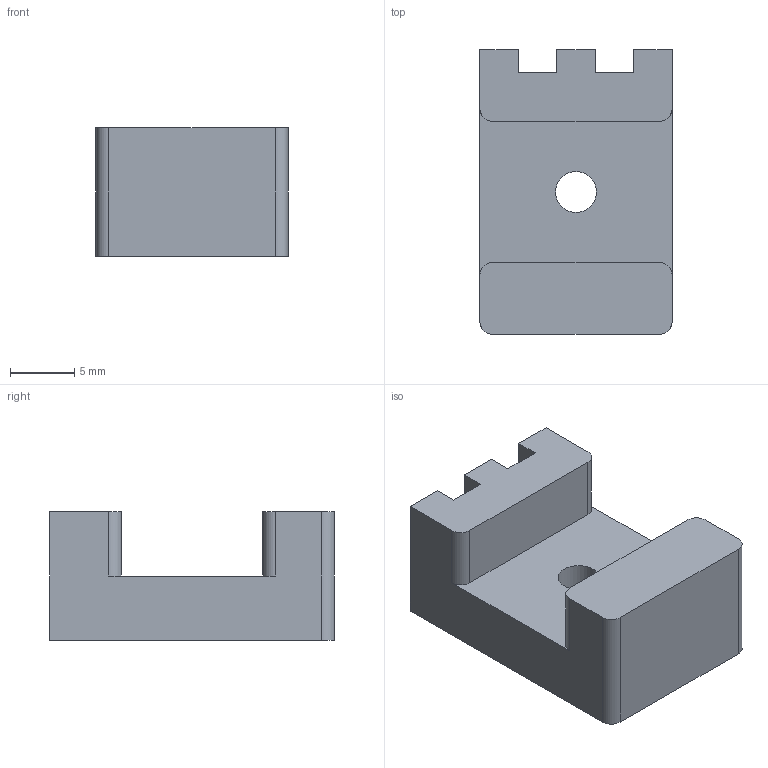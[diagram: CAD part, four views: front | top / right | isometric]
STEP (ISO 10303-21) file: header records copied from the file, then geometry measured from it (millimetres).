
FILE_DESCRIPTION(('FreeCAD Model'),'2;1');
FILE_NAME('Open CASCADE Shape Model','2024-06-23T09:44:02',(''),(''), 'Open CASCADE STEP processor 7.6','FreeCAD','Unknown');
FILE_SCHEMA(('AUTOMOTIVE_DESIGN { 1 0 10303 214 1 1 1 1 }'));
Length unit declared in the file: millimetre
Products named in the file (1): Body
Bounding box: 15 x 22.2 x 10 mm (x, y, z)
Volume: 2299.9 mm3; surface area: 1541 mm2
Topology: 1 solids, 1 shells, 53 faces, 138 edges, 87 vertices
Faces by surface type: plane 46, cylinder 7
Full cylindrical faces by diameter (mm): 3.2 x1
Entity records: 1615 total; most frequent: CARTESIAN_POINT 279, ORIENTED_EDGE 276, DIRECTION 263, EDGE_CURVE 138, LINE 121, VECTOR 121, VERTEX_POINT 87, AXIS2_PLACEMENT_3D 71
